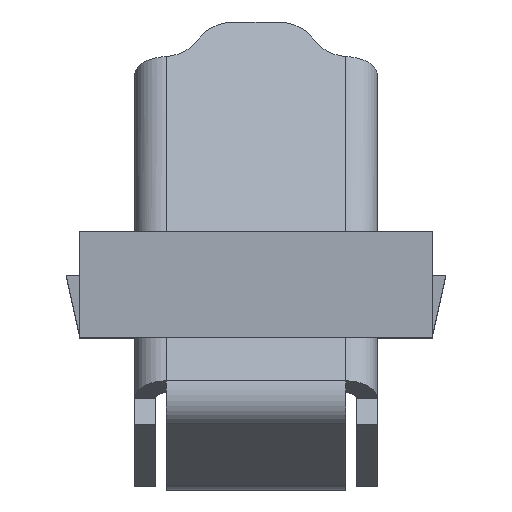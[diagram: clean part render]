
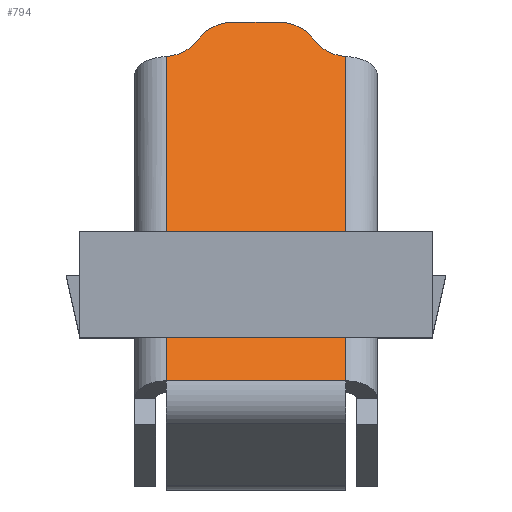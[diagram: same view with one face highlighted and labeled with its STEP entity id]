
A CAD part, top view. The second image highlights one B-rep face of the part: STEP entity #794.
In plain terms, the highlighted planar face has unit normal (0, 0.564, 0.826).
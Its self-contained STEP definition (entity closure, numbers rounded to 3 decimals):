
#171 = ORIENTED_EDGE ( 'NONE', *, *, #5583, .T. ) ;
#363 = EDGE_CURVE ( 'NONE', #3917, #8979, #5964, .T. ) ;
#459 = VECTOR ( 'NONE', #6004, 1000. ) ;
#794 = ADVANCED_FACE ( 'NONE', ( #1870 ), #7377, .T. ) ;
#901 = LINE ( 'NONE', #2488, #459 ) ;
#1010 = AXIS2_PLACEMENT_3D ( 'NONE', #5186, #8786, #5214 ) ;
#1024 = CARTESIAN_POINT ( 'NONE',  ( 5.464, 28.307, -3.379 ) ) ;
#1031 = CARTESIAN_POINT ( 'NONE',  ( -8.5, 26.674, -2.265 ) ) ;
#1559 = DIRECTION ( 'NONE',  ( 0., 0.826, -0.564 ) ) ;
#1612 = VECTOR ( 'NONE', #6668, 1000. ) ;
#1668 = VERTEX_POINT ( 'NONE', #5252 ) ;
#1794 = DIRECTION ( 'NONE',  ( 0., -0.826, 0.564 ) ) ;
#1816 = LINE ( 'NONE', #8901, #6353 ) ;
#1870 = FACE_OUTER_BOUND ( 'NONE', #6599, .T. ) ;
#1967 = AXIS2_PLACEMENT_3D ( 'NONE', #6865, #2635, #1794 ) ;
#1985 = DIRECTION ( 'NONE',  ( 0., 0.826, -0.564 ) ) ;
#2019 = ORIENTED_EDGE ( 'NONE', *, *, #3328, .T. ) ;
#2060 = EDGE_CURVE ( 'NONE', #8996, #3917, #8056, .T. ) ;
#2113 = VERTEX_POINT ( 'NONE', #5781 ) ;
#2122 = EDGE_CURVE ( 'NONE', #2113, #7865, #5068, .T. ) ;
#2148 = CARTESIAN_POINT ( 'NONE',  ( 8.5, 26.674, -2.265 ) ) ;
#2488 = CARTESIAN_POINT ( 'NONE',  ( -8.5, 29.959, -4.507 ) ) ;
#2508 = DIRECTION ( 'NONE',  ( 1., 0., 0. ) ) ;
#2522 = CARTESIAN_POINT ( 'NONE',  ( -8.5, 26.655, -2.252 ) ) ;
#2635 = DIRECTION ( 'NONE',  ( 0., -0.564, -0.826 ) ) ;
#2689 = AXIS2_PLACEMENT_3D ( 'NONE', #3213, #8126, #8824 ) ;
#3045 = CARTESIAN_POINT ( 'NONE',  ( -2., 26.655, -2.252 ) ) ;
#3075 = ORIENTED_EDGE ( 'NONE', *, *, #5572, .T. ) ;
#3213 = CARTESIAN_POINT ( 'NONE',  ( 2., 26.655, -2.252 ) ) ;
#3328 = EDGE_CURVE ( 'NONE', #7865, #4837, #5802, .T. ) ;
#3346 = EDGE_CURVE ( 'NONE', #1668, #2113, #1816, .T. ) ;
#3917 = VERTEX_POINT ( 'NONE', #7863 ) ;
#4837 = VERTEX_POINT ( 'NONE', #1024 ) ;
#5068 = LINE ( 'NONE', #8598, #5290 ) ;
#5186 = CARTESIAN_POINT ( 'NONE',  ( -8.5, 26.655, -2.252 ) ) ;
#5214 = DIRECTION ( 'NONE',  ( 0., -0.826, 0.564 ) ) ;
#5252 = CARTESIAN_POINT ( 'NONE',  ( -8.5, -4.109, 18.753 ) ) ;
#5290 = VECTOR ( 'NONE', #5925, 1000. ) ;
#5353 = VERTEX_POINT ( 'NONE', #5942 ) ;
#5572 = EDGE_CURVE ( 'NONE', #5353, #8996, #901, .T. ) ;
#5583 = EDGE_CURVE ( 'NONE', #4837, #5353, #7778, .T. ) ;
#5781 = CARTESIAN_POINT ( 'NONE',  ( 8.5, -4.109, 18.753 ) ) ;
#5802 = CIRCLE ( 'NONE', #1967, 4. ) ;
#5925 = DIRECTION ( 'NONE',  ( 0., 0.826, -0.564 ) ) ;
#5942 = CARTESIAN_POINT ( 'NONE',  ( 2., 29.959, -4.507 ) ) ;
#5964 = CIRCLE ( 'NONE', #6399, 4. ) ;
#6004 = DIRECTION ( 'NONE',  ( -1., 0., 0. ) ) ;
#6037 = LINE ( 'NONE', #2522, #1612 ) ;
#6353 = VECTOR ( 'NONE', #2508, 1000. ) ;
#6399 = AXIS2_PLACEMENT_3D ( 'NONE', #8368, #9111, #1985 ) ;
#6426 = ORIENTED_EDGE ( 'NONE', *, *, #2122, .T. ) ;
#6519 = DIRECTION ( 'NONE',  ( 0., 0.564, 0.826 ) ) ;
#6599 = EDGE_LOOP ( 'NONE', ( #7794, #7169, #8319, #8485, #6426, #2019, #171, #3075 ) ) ;
#6668 = DIRECTION ( 'NONE',  ( 0., -0.826, 0.564 ) ) ;
#6865 = CARTESIAN_POINT ( 'NONE',  ( 8.928, 29.959, -4.507 ) ) ;
#7169 = ORIENTED_EDGE ( 'NONE', *, *, #363, .T. ) ;
#7180 = AXIS2_PLACEMENT_3D ( 'NONE', #3045, #6519, #1559 ) ;
#7377 = PLANE ( 'NONE',  #1010 ) ;
#7778 = CIRCLE ( 'NONE', #2689, 4. ) ;
#7794 = ORIENTED_EDGE ( 'NONE', *, *, #2060, .T. ) ;
#7863 = CARTESIAN_POINT ( 'NONE',  ( -5.464, 28.307, -3.379 ) ) ;
#7865 = VERTEX_POINT ( 'NONE', #2148 ) ;
#8056 = CIRCLE ( 'NONE', #7180, 4. ) ;
#8126 = DIRECTION ( 'NONE',  ( 0., 0.564, 0.826 ) ) ;
#8161 = CARTESIAN_POINT ( 'NONE',  ( -2., 29.959, -4.507 ) ) ;
#8319 = ORIENTED_EDGE ( 'NONE', *, *, #9016, .T. ) ;
#8368 = CARTESIAN_POINT ( 'NONE',  ( -8.928, 29.959, -4.507 ) ) ;
#8485 = ORIENTED_EDGE ( 'NONE', *, *, #3346, .T. ) ;
#8598 = CARTESIAN_POINT ( 'NONE',  ( 8.5, 26.655, -2.252 ) ) ;
#8786 = DIRECTION ( 'NONE',  ( 0., 0.564, 0.826 ) ) ;
#8824 = DIRECTION ( 'NONE',  ( 0., -0.826, 0.564 ) ) ;
#8901 = CARTESIAN_POINT ( 'NONE',  ( -8.5, -4.109, 18.753 ) ) ;
#8979 = VERTEX_POINT ( 'NONE', #1031 ) ;
#8996 = VERTEX_POINT ( 'NONE', #8161 ) ;
#9016 = EDGE_CURVE ( 'NONE', #8979, #1668, #6037, .T. ) ;
#9111 = DIRECTION ( 'NONE',  ( 0., -0.564, -0.826 ) ) ;
